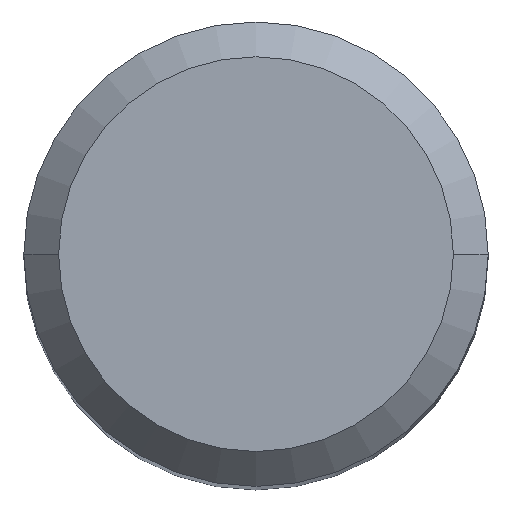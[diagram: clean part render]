
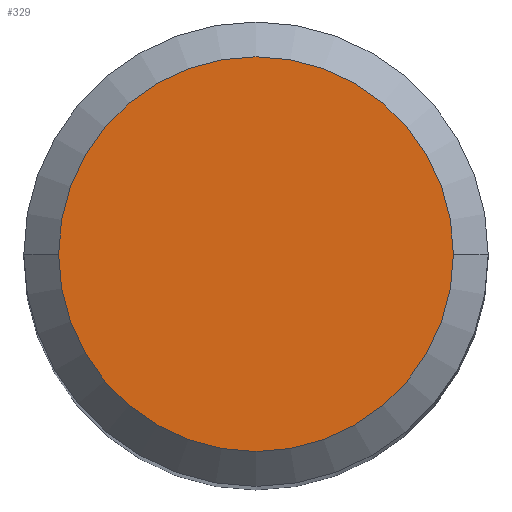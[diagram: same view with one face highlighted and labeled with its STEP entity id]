
A CAD part, top view. The second image highlights one B-rep face of the part: STEP entity #329.
In plain terms, the highlighted planar face has unit normal (0, 0, 1).
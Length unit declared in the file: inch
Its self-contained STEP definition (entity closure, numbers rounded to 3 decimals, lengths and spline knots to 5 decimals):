
#10 = DIRECTION ( 'NONE',  ( 0., 0., 1. ) ) ;
#15 = EDGE_CURVE ( 'NONE', #225, #240, #393, .T. ) ;
#37 = AXIS2_PLACEMENT_3D ( 'NONE', #92, #10, #469 ) ;
#76 = AXIS2_PLACEMENT_3D ( 'NONE', #421, #337, #375 ) ;
#92 = CARTESIAN_POINT ( 'NONE',  ( 0., 0., 0. ) ) ;
#100 = FACE_OUTER_BOUND ( 'NONE', #346, .T. ) ;
#130 = ORIENTED_EDGE ( 'NONE', *, *, #437, .T. ) ;
#133 = PLANE ( 'NONE',  #420 ) ;
#196 = CARTESIAN_POINT ( 'NONE',  ( 0.13387, 0., 0. ) ) ;
#213 = DIRECTION ( 'NONE',  ( 0., 0., -1. ) ) ;
#216 = DIRECTION ( 'NONE',  ( -1., 0., 0. ) ) ;
#225 = VERTEX_POINT ( 'NONE', #271 ) ;
#240 = VERTEX_POINT ( 'NONE', #196 ) ;
#253 = CIRCLE ( 'NONE', #37, 0.13387 ) ;
#271 = CARTESIAN_POINT ( 'NONE',  ( -0.13387, 0., 0. ) ) ;
#323 = ORIENTED_EDGE ( 'NONE', *, *, #15, .T. ) ;
#329 = ADVANCED_FACE ( 'NONE', ( #100 ), #133, .F. ) ;
#337 = DIRECTION ( 'NONE',  ( 0., 0., 1. ) ) ;
#346 = EDGE_LOOP ( 'NONE', ( #323, #130 ) ) ;
#375 = DIRECTION ( 'NONE',  ( 1., 0., 0. ) ) ;
#393 = CIRCLE ( 'NONE', #76, 0.13387 ) ;
#420 = AXIS2_PLACEMENT_3D ( 'NONE', #443, #213, #216 ) ;
#421 = CARTESIAN_POINT ( 'NONE',  ( 0., 0., 0. ) ) ;
#437 = EDGE_CURVE ( 'NONE', #240, #225, #253, .T. ) ;
#443 = CARTESIAN_POINT ( 'NONE',  ( 0., 0., 0. ) ) ;
#469 = DIRECTION ( 'NONE',  ( 1., 0., 0. ) ) ;
